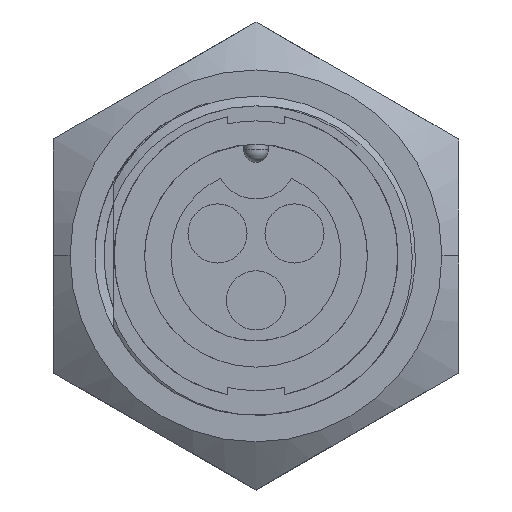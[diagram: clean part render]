
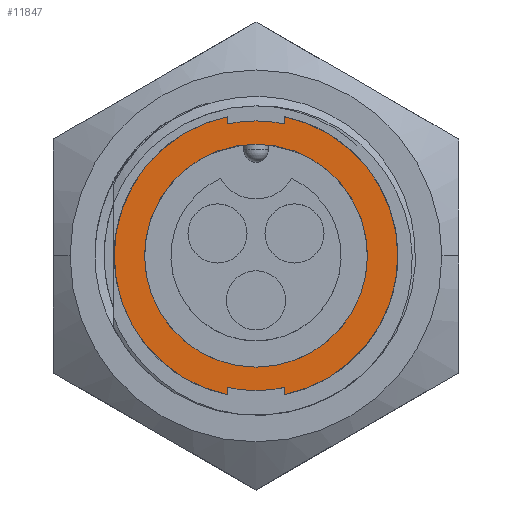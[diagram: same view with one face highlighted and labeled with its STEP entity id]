
A CAD part, top view. The second image highlights one B-rep face of the part: STEP entity #11847.
In plain terms, the highlighted planar face has unit normal (0, 0, 1).
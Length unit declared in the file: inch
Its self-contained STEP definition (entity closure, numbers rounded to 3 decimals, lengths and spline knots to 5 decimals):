
#452 = DIRECTION ( 'NONE',  ( 0., -1., 0. ) ) ;
#453 = DIRECTION ( 'NONE',  ( 0., 0., -1. ) ) ;
#454 = CARTESIAN_POINT ( 'NONE',  ( 0., 0., 0. ) ) ;
#1471 = LINE ( 'NONE', #1473, #15177 ) ;
#1473 = CARTESIAN_POINT ( 'NONE',  ( 0.07, 0.35, 0. ) ) ;
#1477 = DIRECTION ( 'NONE',  ( 0., 1., 0. ) ) ;
#1744 = CARTESIAN_POINT ( 'NONE',  ( 0., 0., 0. ) ) ;
#1761 = DIRECTION ( 'NONE',  ( 0., 0., -1. ) ) ;
#1762 = DIRECTION ( 'NONE',  ( 0., -1., 0. ) ) ;
#2131 = LINE ( 'NONE', #2132, #15182 ) ;
#2132 = CARTESIAN_POINT ( 'NONE',  ( -0.07, 0.35, 0. ) ) ;
#2134 = DIRECTION ( 'NONE',  ( 0., -1., 0. ) ) ;
#4416 = DIRECTION ( 'NONE',  ( 0., -1., 0. ) ) ;
#4418 = DIRECTION ( 'NONE',  ( 0., 0., 1. ) ) ;
#4419 = CARTESIAN_POINT ( 'NONE',  ( 0., 0., 0. ) ) ;
#4561 = DIRECTION ( 'NONE',  ( 0., -1., 0. ) ) ;
#4564 = DIRECTION ( 'NONE',  ( 0., 0., 1. ) ) ;
#4573 = CARTESIAN_POINT ( 'NONE',  ( 0., 0., 0. ) ) ;
#4975 = VERTEX_POINT ( 'NONE', #12658 ) ;
#5003 = VERTEX_POINT ( 'NONE', #12146 ) ;
#5131 = VERTEX_POINT ( 'NONE', #12217 ) ;
#5149 = VERTEX_POINT ( 'NONE', #12237 ) ;
#5199 = VERTEX_POINT ( 'NONE', #12292 ) ;
#5208 = VERTEX_POINT ( 'NONE', #12297 ) ;
#5433 = EDGE_CURVE ( 'NONE', #5208, #12805, #8726, .T. ) ;
#5605 = EDGE_CURVE ( 'NONE', #12207, #4975, #1471, .T. ) ;
#5698 = EDGE_CURVE ( 'NONE', #12493, #12306, #2131, .T. ) ;
#5719 = EDGE_CURVE ( 'NONE', #12306, #5131, #8576, .T. ) ;
#6012 = VECTOR ( 'NONE', #11332, 39.37008 ) ;
#6600 = AXIS2_PLACEMENT_3D ( 'NONE', #10513, #10517, #10518 ) ;
#6921 = AXIS2_PLACEMENT_3D ( 'NONE', #454, #453, #452 ) ;
#6933 = DIRECTION ( 'NONE',  ( 0., -1., 0. ) ) ;
#6934 = DIRECTION ( 'NONE',  ( 0., 0., -1. ) ) ;
#6940 = CARTESIAN_POINT ( 'NONE',  ( 0., 0., 0. ) ) ;
#7443 = AXIS2_PLACEMENT_3D ( 'NONE', #10244, #10272, #10129 ) ;
#7648 = DIRECTION ( 'NONE',  ( 0., -1., 0. ) ) ;
#7649 = CARTESIAN_POINT ( 'NONE',  ( -0.07, 0.35, 0. ) ) ;
#7650 = LINE ( 'NONE', #7649, #15045 ) ;
#7872 = DIRECTION ( 'NONE',  ( 0., -1., 0. ) ) ;
#7873 = DIRECTION ( 'NONE',  ( 0., 0., -1. ) ) ;
#7874 = CARTESIAN_POINT ( 'NONE',  ( 0., 0., 0. ) ) ;
#8576 = CIRCLE ( 'NONE', #15208, 0.3325 ) ;
#8633 = CIRCLE ( 'NONE', #15376, 0.275 ) ;
#8656 = CIRCLE ( 'NONE', #14953, 0.3325 ) ;
#8712 = EDGE_CURVE ( 'NONE', #5149, #5003, #8731, .T. ) ;
#8720 = CIRCLE ( 'NONE', #15081, 0.35 ) ;
#8726 = CIRCLE ( 'NONE', #7443, 0.3325 ) ;
#8731 = CIRCLE ( 'NONE', #15319, 0.275 ) ;
#8759 = CIRCLE ( 'NONE', #6921, 0.35 ) ;
#8784 = CIRCLE ( 'NONE', #6600, 0.3325 ) ;
#10129 = DIRECTION ( 'NONE',  ( 0., -1., 0. ) ) ;
#10244 = CARTESIAN_POINT ( 'NONE',  ( 0., 0., 0. ) ) ;
#10272 = DIRECTION ( 'NONE',  ( 0., 0., -1. ) ) ;
#10513 = CARTESIAN_POINT ( 'NONE',  ( 0., 0., 0. ) ) ;
#10517 = DIRECTION ( 'NONE',  ( 0., 0., -1. ) ) ;
#10518 = DIRECTION ( 'NONE',  ( 0., -1., 0. ) ) ;
#11330 = LINE ( 'NONE', #11331, #6012 ) ;
#11331 = CARTESIAN_POINT ( 'NONE',  ( 0.07, 0.35, 0. ) ) ;
#11332 = DIRECTION ( 'NONE',  ( 0., 1., 0. ) ) ;
#11363 = CARTESIAN_POINT ( 'NONE',  ( 0.07, 0.34293, 0. ) ) ;
#11379 = CARTESIAN_POINT ( 'NONE',  ( 0.07, -0.34293, 0. ) ) ;
#11425 = CARTESIAN_POINT ( 'NONE',  ( -0.07, 0.32505, 0. ) ) ;
#11509 = CARTESIAN_POINT ( 'NONE',  ( -0.07, 0.34293, 0. ) ) ;
#11549 = CARTESIAN_POINT ( 'NONE',  ( -0.07, -0.34293, 0. ) ) ;
#11636 = CARTESIAN_POINT ( 'NONE',  ( -0.07, -0.32505, 0. ) ) ;
#11697 = EDGE_CURVE ( 'NONE', #5003, #5149, #8633, .T. ) ;
#11782 = EDGE_CURVE ( 'NONE', #12177, #12207, #8720, .T. ) ;
#11803 = EDGE_CURVE ( 'NONE', #12805, #12596, #7650, .T. ) ;
#11847 = ADVANCED_FACE ( 'NONE', ( #14997, #14995 ), #15870, .F. ) ;
#11882 = EDGE_CURVE ( 'NONE', #5131, #5199, #8656, .T. ) ;
#11991 = EDGE_CURVE ( 'NONE', #12596, #12493, #8759, .T. ) ;
#12019 = EDGE_CURVE ( 'NONE', #4975, #5208, #8784, .T. ) ;
#12106 = EDGE_CURVE ( 'NONE', #5199, #12177, #11330, .T. ) ;
#12146 = CARTESIAN_POINT ( 'NONE',  ( 0., -0.275, 0. ) ) ;
#12177 = VERTEX_POINT ( 'NONE', #11363 ) ;
#12207 = VERTEX_POINT ( 'NONE', #11379 ) ;
#12217 = CARTESIAN_POINT ( 'NONE',  ( 0., 0.3325, 0. ) ) ;
#12237 = CARTESIAN_POINT ( 'NONE',  ( 0., 0.275, 0. ) ) ;
#12292 = CARTESIAN_POINT ( 'NONE',  ( 0.07, 0.32505, 0. ) ) ;
#12297 = CARTESIAN_POINT ( 'NONE',  ( 0., -0.3325, 0. ) ) ;
#12306 = VERTEX_POINT ( 'NONE', #11425 ) ;
#12493 = VERTEX_POINT ( 'NONE', #11509 ) ;
#12596 = VERTEX_POINT ( 'NONE', #11549 ) ;
#12658 = CARTESIAN_POINT ( 'NONE',  ( 0.07, -0.32505, 0. ) ) ;
#12805 = VERTEX_POINT ( 'NONE', #11636 ) ;
#12844 = EDGE_LOOP ( 'NONE', ( #13424, #13432 ) ) ;
#12852 = EDGE_LOOP ( 'NONE', ( #13383, #13382, #13384, #13467, #13472, #13473, #13482, #13481, #13483, #13426 ) ) ;
#13382 = ORIENTED_EDGE ( 'NONE', *, *, #5433, .F. ) ;
#13383 = ORIENTED_EDGE ( 'NONE', *, *, #11803, .F. ) ;
#13384 = ORIENTED_EDGE ( 'NONE', *, *, #12019, .F. ) ;
#13424 = ORIENTED_EDGE ( 'NONE', *, *, #11697, .F. ) ;
#13426 = ORIENTED_EDGE ( 'NONE', *, *, #11991, .F. ) ;
#13432 = ORIENTED_EDGE ( 'NONE', *, *, #8712, .F. ) ;
#13467 = ORIENTED_EDGE ( 'NONE', *, *, #5605, .F. ) ;
#13472 = ORIENTED_EDGE ( 'NONE', *, *, #11782, .F. ) ;
#13473 = ORIENTED_EDGE ( 'NONE', *, *, #12106, .F. ) ;
#13481 = ORIENTED_EDGE ( 'NONE', *, *, #5719, .F. ) ;
#13482 = ORIENTED_EDGE ( 'NONE', *, *, #11882, .F. ) ;
#13483 = ORIENTED_EDGE ( 'NONE', *, *, #5698, .F. ) ;
#14953 = AXIS2_PLACEMENT_3D ( 'NONE', #6940, #6934, #6933 ) ;
#14994 = AXIS2_PLACEMENT_3D ( 'NONE', #15861, #15859, #15858 ) ;
#14995 = FACE_BOUND ( 'NONE', #12844, .T. ) ;
#14997 = FACE_OUTER_BOUND ( 'NONE', #12852, .T. ) ;
#15045 = VECTOR ( 'NONE', #7648, 39.37008 ) ;
#15081 = AXIS2_PLACEMENT_3D ( 'NONE', #7874, #7873, #7872 ) ;
#15177 = VECTOR ( 'NONE', #1477, 39.37008 ) ;
#15182 = VECTOR ( 'NONE', #2134, 39.37008 ) ;
#15208 = AXIS2_PLACEMENT_3D ( 'NONE', #1744, #1761, #1762 ) ;
#15319 = AXIS2_PLACEMENT_3D ( 'NONE', #4419, #4418, #4416 ) ;
#15376 = AXIS2_PLACEMENT_3D ( 'NONE', #4573, #4564, #4561 ) ;
#15858 = DIRECTION ( 'NONE',  ( 0., 1., 0. ) ) ;
#15859 = DIRECTION ( 'NONE',  ( 0., 0., -1. ) ) ;
#15861 = CARTESIAN_POINT ( 'NONE',  ( 0., 0.35, 0. ) ) ;
#15870 = PLANE ( 'NONE',  #14994 ) ;
